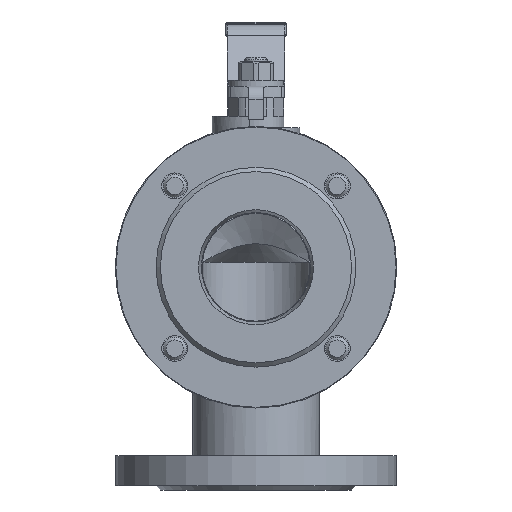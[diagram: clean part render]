
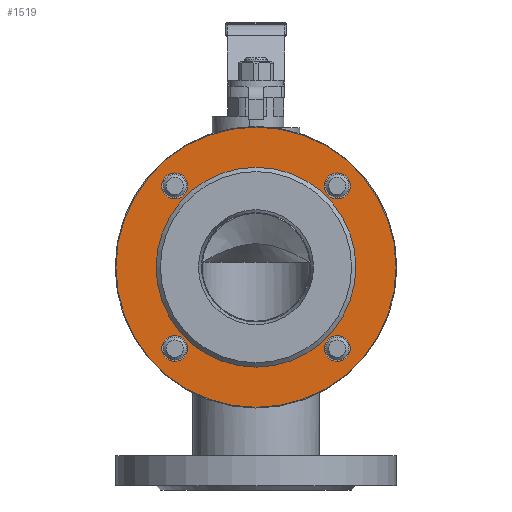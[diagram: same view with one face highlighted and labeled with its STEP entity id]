
A CAD part, left-side view. The second image highlights one B-rep face of the part: STEP entity #1519.
In plain terms, the highlighted planar face has unit normal (-1, 0, 0).
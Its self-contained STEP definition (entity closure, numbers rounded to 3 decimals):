
#176=PLANE('',#6210);
#1519=ADVANCED_FACE('',(#2027,#2028,#2029,#2030,#2031,#2032),#176,.T.);
#2027=FACE_BOUND('',#2349,.T.);
#2028=FACE_BOUND('',#2350,.T.);
#2029=FACE_BOUND('',#2351,.T.);
#2030=FACE_BOUND('',#2352,.T.);
#2031=FACE_BOUND('',#2353,.T.);
#2032=FACE_BOUND('',#2354,.T.);
#2349=EDGE_LOOP('',(#3065));
#2350=EDGE_LOOP('',(#3066));
#2351=EDGE_LOOP('',(#3067));
#2352=EDGE_LOOP('',(#3068));
#2353=EDGE_LOOP('',(#3069));
#2354=EDGE_LOOP('',(#3070));
#3065=ORIENTED_EDGE('',*,*,#5136,.T.);
#3066=ORIENTED_EDGE('',*,*,#5137,.T.);
#3067=ORIENTED_EDGE('',*,*,#5138,.T.);
#3068=ORIENTED_EDGE('',*,*,#5139,.T.);
#3069=ORIENTED_EDGE('',*,*,#5140,.T.);
#3070=ORIENTED_EDGE('',*,*,#5141,.F.);
#4569=VERTEX_POINT('',#9127);
#4570=VERTEX_POINT('',#9129);
#4571=VERTEX_POINT('',#9131);
#4572=VERTEX_POINT('',#9133);
#4573=VERTEX_POINT('',#9135);
#4574=VERTEX_POINT('',#9137);
#5136=EDGE_CURVE('',#4569,#4569,#5795,.T.);
#5137=EDGE_CURVE('',#4570,#4570,#5796,.T.);
#5138=EDGE_CURVE('',#4571,#4571,#5797,.T.);
#5139=EDGE_CURVE('',#4572,#4572,#5798,.T.);
#5140=EDGE_CURVE('',#4573,#4573,#5799,.T.);
#5141=EDGE_CURVE('',#4574,#4574,#5800,.T.);
#5795=CIRCLE('',#6204,69.5);
#5796=CIRCLE('',#6205,9.);
#5797=CIRCLE('',#6206,9.);
#5798=CIRCLE('',#6207,9.);
#5799=CIRCLE('',#6208,9.);
#5800=CIRCLE('',#6209,97.5);
#6204=AXIS2_PLACEMENT_3D('',#9126,#7255,#7256);
#6205=AXIS2_PLACEMENT_3D('',#9128,#7257,#7258);
#6206=AXIS2_PLACEMENT_3D('',#9130,#7259,#7260);
#6207=AXIS2_PLACEMENT_3D('',#9132,#7261,#7262);
#6208=AXIS2_PLACEMENT_3D('',#9134,#7263,#7264);
#6209=AXIS2_PLACEMENT_3D('',#9136,#7265,#7266);
#6210=AXIS2_PLACEMENT_3D('',#9138,#7267,#7268);
#7255=DIRECTION('',(1.,0.,0.));
#7256=DIRECTION('',(0.,0.,1.));
#7257=DIRECTION('',(1.,0.,0.));
#7258=DIRECTION('',(0.,0.,-1.));
#7259=DIRECTION('',(1.,0.,0.));
#7260=DIRECTION('',(0.,0.,-1.));
#7261=DIRECTION('',(1.,0.,0.));
#7262=DIRECTION('',(0.,0.,-1.));
#7263=DIRECTION('',(1.,0.,0.));
#7264=DIRECTION('',(0.,0.,-1.));
#7265=DIRECTION('',(1.,0.,0.));
#7266=DIRECTION('',(0.,0.,-1.));
#7267=DIRECTION('',(-1.,0.,0.));
#7268=DIRECTION('',(0.,0.,1.));
#9126=CARTESIAN_POINT('',(-99.,0.,0.));
#9127=CARTESIAN_POINT('',(-99.,0.,69.5));
#9128=CARTESIAN_POINT('',(-99.,56.569,-56.569));
#9129=CARTESIAN_POINT('',(-99.,56.569,-65.569));
#9130=CARTESIAN_POINT('',(-99.,-56.569,-56.569));
#9131=CARTESIAN_POINT('',(-99.,-56.569,-65.569));
#9132=CARTESIAN_POINT('',(-99.,-56.569,56.569));
#9133=CARTESIAN_POINT('',(-99.,-56.569,47.569));
#9134=CARTESIAN_POINT('',(-99.,56.569,56.569));
#9135=CARTESIAN_POINT('',(-99.,56.569,47.569));
#9136=CARTESIAN_POINT('',(-99.,0.,0.));
#9137=CARTESIAN_POINT('',(-99.,0.,-97.5));
#9138=CARTESIAN_POINT('',(-99.,0.,0.));
